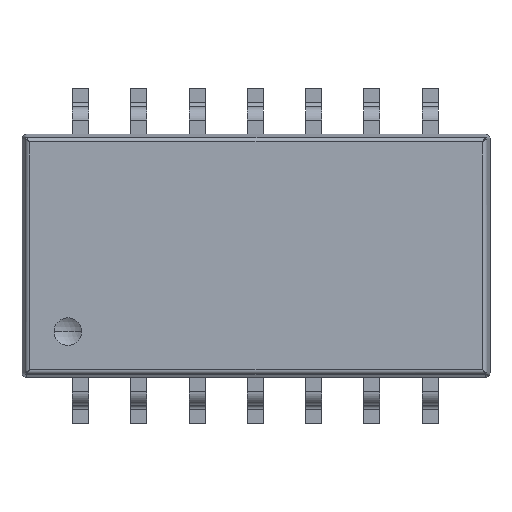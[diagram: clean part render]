
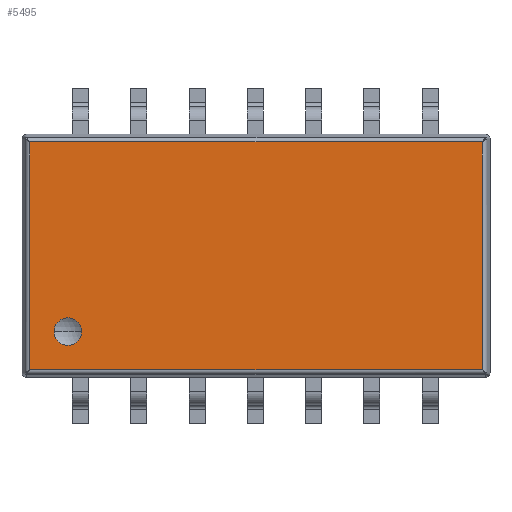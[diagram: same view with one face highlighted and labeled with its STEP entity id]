
A CAD part, top view. The second image highlights one B-rep face of the part: STEP entity #5495.
In plain terms, the highlighted planar face has unit normal (0, 0, 1).
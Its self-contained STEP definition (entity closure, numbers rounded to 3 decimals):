
#5284 = VERTEX_POINT ( 'NONE', #10250 ) ;
#5310 = EDGE_CURVE ( 'NONE', #5318, #5284, #10314, .T. ) ;
#5318 = VERTEX_POINT ( 'NONE', #10397 ) ;
#5448 = EDGE_CURVE ( 'NONE', #5522, #5498, #10729, .T. ) ;
#5451 = EDGE_LOOP ( 'NONE', ( #5497, #5496 ) ) ;
#5495 = ADVANCED_FACE ( 'NONE', ( #10867, #10898 ), #10855, .T. ) ;
#5496 = ORIENTED_EDGE ( 'NONE', *, *, #5310, .F. ) ;
#5497 = ORIENTED_EDGE ( 'NONE', *, *, #5525, .F. ) ;
#5498 = VERTEX_POINT ( 'NONE', #10897 ) ;
#5499 = VERTEX_POINT ( 'NONE', #10943 ) ;
#5500 = ORIENTED_EDGE ( 'NONE', *, *, #5508, .T. ) ;
#5501 = EDGE_CURVE ( 'NONE', #5516, #5522, #10935, .T. ) ;
#5502 = EDGE_LOOP ( 'NONE', ( #5503, #5507, #5500, #5505 ) ) ;
#5503 = ORIENTED_EDGE ( 'NONE', *, *, #5501, .T. ) ;
#5505 = ORIENTED_EDGE ( 'NONE', *, *, #5568, .T. ) ;
#5507 = ORIENTED_EDGE ( 'NONE', *, *, #5448, .T. ) ;
#5508 = EDGE_CURVE ( 'NONE', #5498, #5499, #10926, .T. ) ;
#5516 = VERTEX_POINT ( 'NONE', #10960 ) ;
#5522 = VERTEX_POINT ( 'NONE', #10956 ) ;
#5525 = EDGE_CURVE ( 'NONE', #5284, #5318, #10951, .T. ) ;
#5568 = EDGE_CURVE ( 'NONE', #5499, #5516, #11083, .T. ) ;
#10250 = CARTESIAN_POINT ( 'NONE',  ( -1.2, -1.2, 1.1 ) ) ;
#10292 = CARTESIAN_POINT ( 'NONE',  ( -1.5, -1.2, 1.1 ) ) ;
#10314 = CIRCLE ( 'NONE', #10319, 0.3 ) ;
#10317 = DIRECTION ( 'NONE',  ( 0., 0., 1. ) ) ;
#10319 = AXIS2_PLACEMENT_3D ( 'NONE', #10292, #10317, #10370 ) ;
#10370 = DIRECTION ( 'NONE',  ( 1., 0., 0. ) ) ;
#10397 = CARTESIAN_POINT ( 'NONE',  ( -1.8, -1.2, 1.1 ) ) ;
#10726 = DIRECTION ( 'NONE',  ( -1., 0., 0. ) ) ;
#10727 = VECTOR ( 'NONE', #10726, 1000. ) ;
#10728 = CARTESIAN_POINT ( 'NONE',  ( -2.4, 2.934, 1.1 ) ) ;
#10729 = LINE ( 'NONE', #10728, #10727 ) ;
#10855 = PLANE ( 'NONE',  #10941 ) ;
#10867 = FACE_BOUND ( 'NONE', #5451, .T. ) ;
#10897 = CARTESIAN_POINT ( 'NONE',  ( -2.334, 2.934, 1.1 ) ) ;
#10898 = FACE_OUTER_BOUND ( 'NONE', #5502, .T. ) ;
#10923 = DIRECTION ( 'NONE',  ( 0., -1., 0. ) ) ;
#10924 = VECTOR ( 'NONE', #10923, 1000. ) ;
#10925 = CARTESIAN_POINT ( 'NONE',  ( -2.334, 3., 1.1 ) ) ;
#10926 = LINE ( 'NONE', #10925, #10924 ) ;
#10932 = DIRECTION ( 'NONE',  ( 0., 1., 0. ) ) ;
#10933 = VECTOR ( 'NONE', #10932, 1000. ) ;
#10934 = CARTESIAN_POINT ( 'NONE',  ( 7.534, 3., 1.1 ) ) ;
#10935 = LINE ( 'NONE', #10934, #10933 ) ;
#10938 = DIRECTION ( 'NONE',  ( 1., 0., 0. ) ) ;
#10939 = DIRECTION ( 'NONE',  ( 0., 0., 1. ) ) ;
#10940 = CARTESIAN_POINT ( 'NONE',  ( -2.4, 3., 1.1 ) ) ;
#10941 = AXIS2_PLACEMENT_3D ( 'NONE', #10940, #10939, #10938 ) ;
#10943 = CARTESIAN_POINT ( 'NONE',  ( -2.334, -2.034, 1.1 ) ) ;
#10951 = CIRCLE ( 'NONE', #11002, 0.3 ) ;
#10954 = CARTESIAN_POINT ( 'NONE',  ( -1.5, -1.2, 1.1 ) ) ;
#10956 = CARTESIAN_POINT ( 'NONE',  ( 7.534, 2.934, 1.1 ) ) ;
#10960 = CARTESIAN_POINT ( 'NONE',  ( 7.534, -2.034, 1.1 ) ) ;
#11000 = DIRECTION ( 'NONE',  ( 1., 0., 0. ) ) ;
#11001 = DIRECTION ( 'NONE',  ( 0., 0., 1. ) ) ;
#11002 = AXIS2_PLACEMENT_3D ( 'NONE', #10954, #11001, #11000 ) ;
#11082 = CARTESIAN_POINT ( 'NONE',  ( -2.4, -2.034, 1.1 ) ) ;
#11083 = LINE ( 'NONE', #11082, #11135 ) ;
#11134 = DIRECTION ( 'NONE',  ( 1., 0., 0. ) ) ;
#11135 = VECTOR ( 'NONE', #11134, 1000. ) ;
